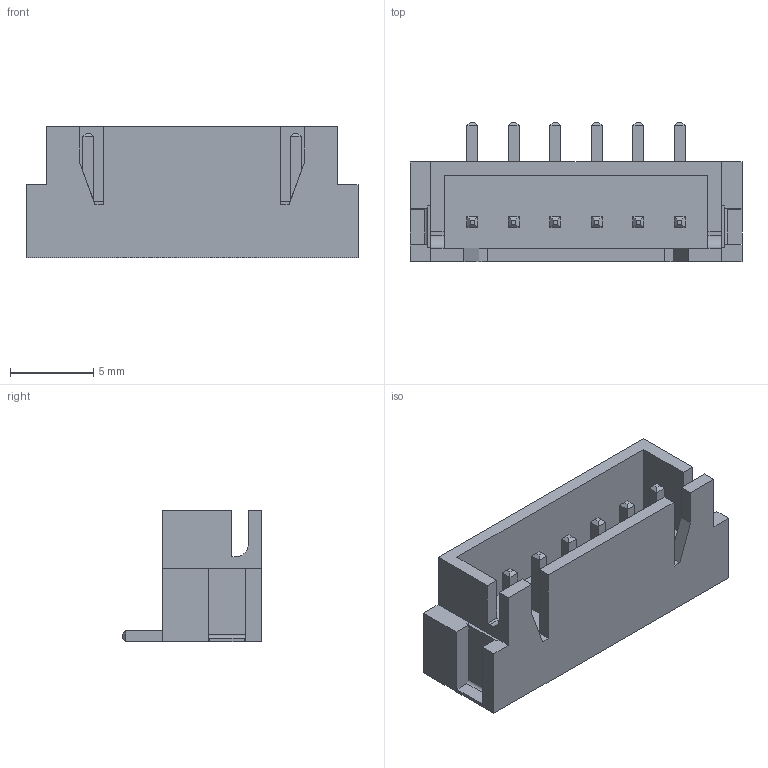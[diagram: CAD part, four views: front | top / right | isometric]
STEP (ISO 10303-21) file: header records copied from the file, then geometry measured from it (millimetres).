
FILE_DESCRIPTION(('FreeCAD Model'),'2;1');
FILE_NAME('A2501_6P.step','2020-03-26T09:54:51',( 'Author'),(''),'Open CASCADE STEP processor 7.3','FreeCAD','Unknown' );
FILE_SCHEMA(('AUTOMOTIVE_DESIGN { 1 0 10303 214 1 1 1 1 }'));
Length unit declared in the file: millimetre
Products named in the file (11): Part; Body; Pin004; Pin005; Pin006; Pin007; Pin008; Pin009; FPin001; FPin002; FPin002_(Mirror_#1)
Assembly tree (10 placements, depth 2):
  Part
    Body
    Pin004
    Pin005
    Pin006
    Pin007
    Pin008
    Pin009
    FPin001
    FPin002
    FPin002_(Mirror_#1)
Bounding box: 20 x 8.4 x 7.9 mm (x, y, z)
Volume: 580.2 mm3; surface area: 1117.8 mm2
Topology: 10 solids, 10 shells, 203 faces, 465 edges, 282 vertices
Faces by surface type: plane 195, cylinder 8
Entity records: 11848 total; most frequent: CARTESIAN_POINT 1939, DIRECTION 1831, LINE 1363, VECTOR 1363, ORIENTED_EDGE 930, PCURVE 930, DEFINITIONAL_REPRESENTATION 930, EDGE_CURVE 465
